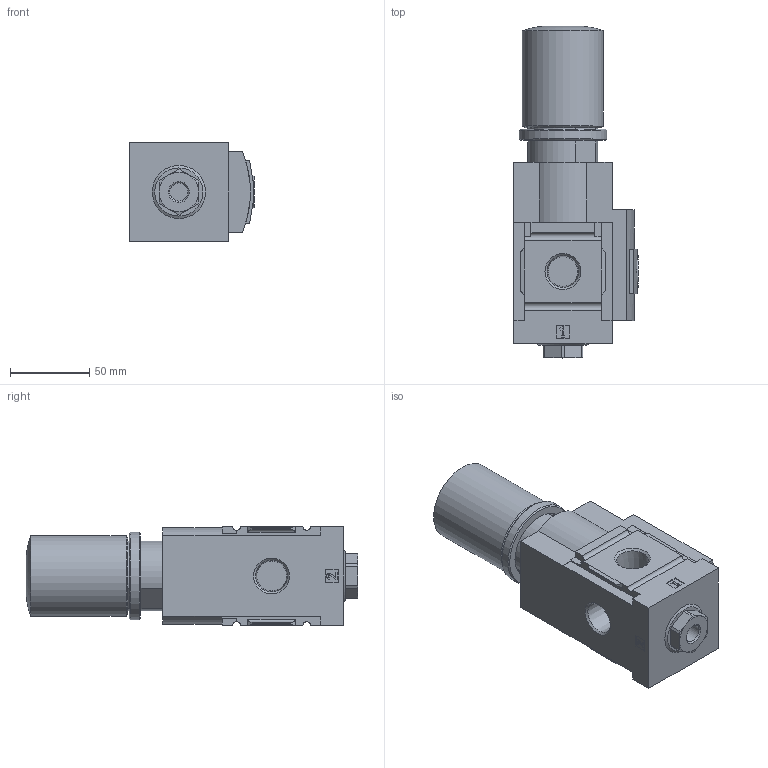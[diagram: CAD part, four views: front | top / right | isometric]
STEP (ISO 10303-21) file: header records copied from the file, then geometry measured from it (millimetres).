
FILE_DESCRIPTION(/* description */ ('STEP AP214'),/* implementation_level */ '2;1');
FILE_NAME(/* name */ '534992_MS6N-LRPB-1_2-D7-A8',/* time_stamp */ '2024-09-11T15:21:26+02:00',/* author */ ('License CC BY-ND 4.0'),/* organization */ ('CADENAS'),/* preprocessor_version */ 'ST-DEVELOPER v19.3',/* originating_system */ 'PARTsolutions',/* authorisation */ ' ');
FILE_SCHEMA (('FEATURE_BASED_PROCESS_PLANNING','PROCESS_PLANNING_SCHEMA','AUTOMOTIVE_DESIGN {1 0 10303 214 3 1 1}'));
Length unit declared in the file: millimetre
Products named in the file (3): 534992 MS6N-LRPB-1/2-D7-A8; 535008 MS6N-LRPB-1/2-D7-A8 0D; 651849 MS-LR-20
Assembly tree (2 placements, depth 2):
  534992 MS6N-LRPB-1/2-D7-A8
    535008 MS6N-LRPB-1/2-D7-A8 0D
    651849 MS-LR-20
Bounding box: 78.5 x 209.1 x 62 mm (x, y, z)
Volume: 608350.1 mm3; surface area: 61779.2 mm2
Topology: 2 solids, 2 shells, 192 faces, 488 edges, 317 vertices
Faces by surface type: plane 142, cylinder 28, cone 21, torus 1
Full cylindrical faces by diameter (mm): 11.445 x1, 20 x1, 42.917 x1, 51 x1, 55 x1
Entity records: 7011 total; most frequent: CARTESIAN_POINT 1051, ORIENTED_EDGE 934, DIRECTION 926, EDGE_CURVE 467, LINE 360, VECTOR 360, VERTEX_POINT 317, AXIS2_PLACEMENT_3D 283
